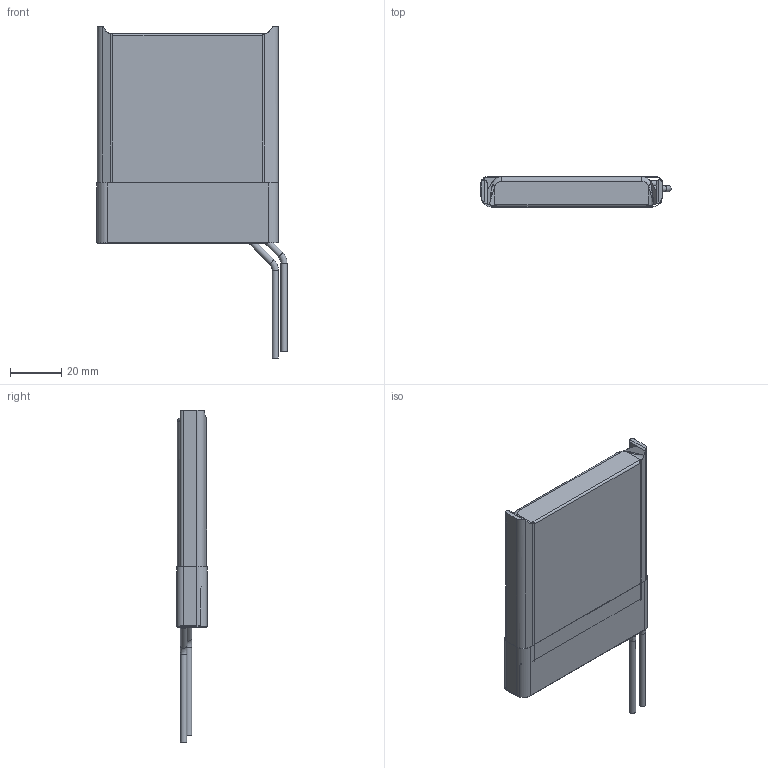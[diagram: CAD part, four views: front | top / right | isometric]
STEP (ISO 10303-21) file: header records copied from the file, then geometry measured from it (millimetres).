
FILE_DESCRIPTION(/* description */ (''),/* implementation_level */ '2;1');
FILE_NAME(/* name */ 'a8a95229-df2f-4e59-9931-0ad3461ec692.stp',/* time_stamp */ '2017-10-21T20:57:45+00:00',/* author */ (''),/* organization */ (''),/* preprocessor_version */ 'ST-DEVELOPER v16.13',/* originating_system */ 'Autodesk Translation Framework v6.5.0.72',/* authorisation */ '');
FILE_SCHEMA (('AUTOMOTIVE_DESIGN { 1 0 10303 214 3 1 1 }'));
Length unit declared in the file: millimetre
Products named in the file (8): Li_Bat_503035P v3; Kapton Tape; Battery Cell; Board Part 1; PCB; Positive; Negative; Board Part 2
Assembly tree (7 placements, depth 2):
  Li_Bat_503035P v3
    Kapton Tape
    Battery Cell
    Board Part 1
    PCB
    Positive
    Negative
    Board Part 2
Bounding box: 74.29 x 11.79 x 129.73 mm (x, y, z)
Volume: 57307.7 mm3; surface area: 26038.8 mm2
Topology: 7 solids, 7 shells, 533 faces, 1448 edges, 953 vertices
Faces by surface type: bspline 269, plane 206, cylinder 46, torus 12
Full cylindrical faces by diameter (mm): 2.44 x6
Entity records: 19791 total; most frequent: CARTESIAN_POINT 7797, ORIENTED_EDGE 2892, DIRECTION 1606, EDGE_CURVE 1446, VERTEX_POINT 953, LINE 782, VECTOR 782, EDGE_LOOP 561
